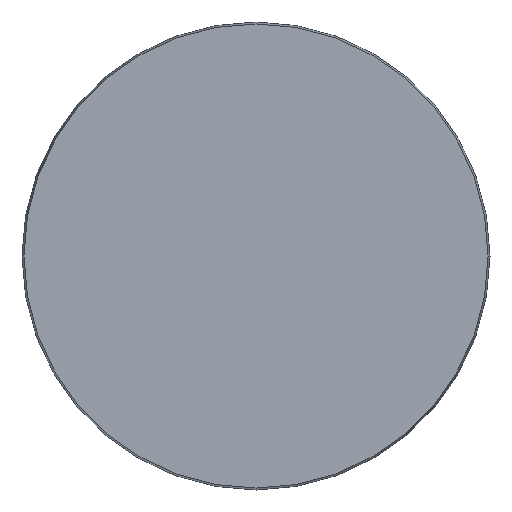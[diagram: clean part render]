
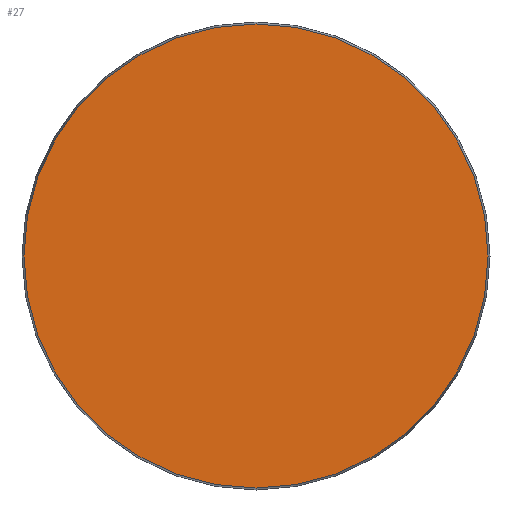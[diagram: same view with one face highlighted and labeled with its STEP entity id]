
A CAD part, front view. The second image highlights one B-rep face of the part: STEP entity #27.
In plain terms, the highlighted planar face has unit normal (0, -1, 0).
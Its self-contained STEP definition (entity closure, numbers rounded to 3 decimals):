
#27 = ADVANCED_FACE ( 'NONE', ( #421 ), #581, .F. ) ;
#97 = EDGE_LOOP ( 'NONE', ( #478 ) ) ;
#158 = DIRECTION ( 'NONE',  ( 0., -1., 0. ) ) ;
#260 = AXIS2_PLACEMENT_3D ( 'NONE', #728, #158, #514 ) ;
#292 = AXIS2_PLACEMENT_3D ( 'NONE', #656, #549, #607 ) ;
#345 = CARTESIAN_POINT ( 'NONE',  ( 0., 0., -68.425 ) ) ;
#348 = VERTEX_POINT ( 'NONE', #345 ) ;
#421 = FACE_OUTER_BOUND ( 'NONE', #97, .T. ) ;
#451 = EDGE_CURVE ( 'NONE', #348, #348, #709, .T. ) ;
#478 = ORIENTED_EDGE ( 'NONE', *, *, #451, .T. ) ;
#514 = DIRECTION ( 'NONE',  ( 0., 0., -1. ) ) ;
#549 = DIRECTION ( 'NONE',  ( 0., 1., 0. ) ) ;
#581 = PLANE ( 'NONE',  #292 ) ;
#607 = DIRECTION ( 'NONE',  ( 0., 0., 1. ) ) ;
#656 = CARTESIAN_POINT ( 'NONE',  ( -68.425, 0., 0. ) ) ;
#709 = CIRCLE ( 'NONE', #260, 68.425 ) ;
#728 = CARTESIAN_POINT ( 'NONE',  ( 0., 0., 0. ) ) ;
